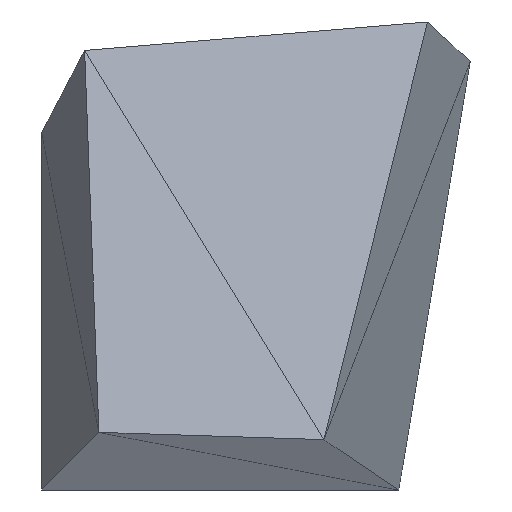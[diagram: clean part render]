
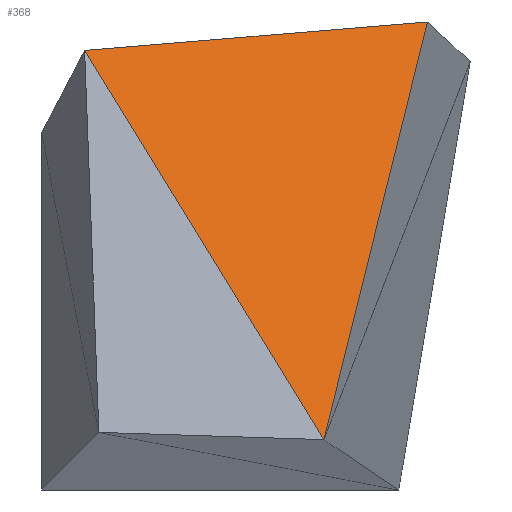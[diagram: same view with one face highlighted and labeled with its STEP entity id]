
A CAD part, top view. The second image highlights one B-rep face of the part: STEP entity #368.
In plain terms, the highlighted free-form (B-spline) face has degree [3, 3] with [4, 4] control points.
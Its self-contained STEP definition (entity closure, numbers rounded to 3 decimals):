
#79 = VERTEX_POINT('',#80);
#80 = CARTESIAN_POINT('',(0.79,0.14,0.68));
#93 = B_SPLINE_SURFACE_WITH_KNOTS('',3,3,(
    (#94,#95,#96,#97)
    ,(#98,#99,#100,#101)
    ,(#102,#103,#104,#105)
    ,(#106,#107,#108,#109
    )),.UNSPECIFIED.,.F.,.F.,.F.,(4,4),(4,4),(-0.929,
    0.514),(-0.214,0.23),
  .PIECEWISE_BEZIER_KNOTS.);
#94 = CARTESIAN_POINT('',(0.813,-0.027,
    0.544));
#95 = CARTESIAN_POINT('',(0.778,0.042,
    0.67));
#96 = CARTESIAN_POINT('',(0.744,0.111,0.796)
  );
#97 = CARTESIAN_POINT('',(0.709,0.18,0.922));
#98 = CARTESIAN_POINT('',(0.948,0.393,0.351)
  );
#99 = CARTESIAN_POINT('',(0.913,0.462,0.477)
  );
#100 = CARTESIAN_POINT('',(0.879,0.531,0.603)
  );
#101 = CARTESIAN_POINT('',(0.844,0.6,0.729)
  );
#102 = CARTESIAN_POINT('',(1.083,0.812,0.158)
  );
#103 = CARTESIAN_POINT('',(1.048,0.881,0.284)
  );
#104 = CARTESIAN_POINT('',(1.013,0.95,0.41)
  );
#105 = CARTESIAN_POINT('',(0.979,1.02,0.536)
  );
#106 = CARTESIAN_POINT('',(1.218,1.232,
    -0.035));
#107 = CARTESIAN_POINT('',(1.183,1.301,
    0.091));
#108 = CARTESIAN_POINT('',(1.148,1.37,0.217)
  );
#109 = CARTESIAN_POINT('',(1.113,1.439,0.343)
  );
#156 = VERTEX_POINT('',#157);
#157 = CARTESIAN_POINT('',(1.08,1.31,0.38));
#193 = EDGE_CURVE('',#156,#79,#194,.T.);
#194 = SURFACE_CURVE('',#195,(#199,#205),.PCURVE_S1.);
#195 = LINE('',#196,#197);
#196 = CARTESIAN_POINT('',(1.08,1.31,0.38));
#197 = VECTOR('',#198,1.);
#198 = DIRECTION('',(-0.233,-0.942,0.242));
#199 = PCURVE('',#93,#200);
#200 = DEFINITIONAL_REPRESENTATION('',(#201),#204);
#201 = B_SPLINE_CURVE_WITH_KNOTS('',1,(#202,#203),.UNSPECIFIED.,.F.,.F.,
  (2,2),(0.,1.242),.PIECEWISE_BEZIER_KNOTS.);
#202 = CARTESIAN_POINT('',(0.377,0.209));
#203 = CARTESIAN_POINT('',(-0.845,-0.014));
#204 = ( GEOMETRIC_REPRESENTATION_CONTEXT(2) 
PARAMETRIC_REPRESENTATION_CONTEXT() REPRESENTATION_CONTEXT('2D SPACE',''
  ) );
#205 = PCURVE('',#206,#223);
#206 = B_SPLINE_SURFACE_WITH_KNOTS('',3,3,(
    (#207,#208,#209,#210)
    ,(#211,#212,#213,#214)
    ,(#215,#216,#217,#218)
    ,(#219,#220,#221,#222
    )),.UNSPECIFIED.,.F.,.F.,.F.,(4,4),(4,4),(-0.851,
    0.478),(-0.518,0.562),
  .PIECEWISE_BEZIER_KNOTS.);
#207 = CARTESIAN_POINT('',(0.349,-0.018,
    0.801));
#208 = CARTESIAN_POINT('',(0.694,0.045,
    0.719));
#209 = CARTESIAN_POINT('',(1.038,0.108,0.637)
  );
#210 = CARTESIAN_POINT('',(1.383,0.171,0.554)
  );
#211 = CARTESIAN_POINT('',(0.255,0.409,0.732)
  );
#212 = CARTESIAN_POINT('',(0.599,0.472,0.65)
  );
#213 = CARTESIAN_POINT('',(0.944,0.535,0.567)
  );
#214 = CARTESIAN_POINT('',(1.288,0.598,0.485)
  );
#215 = CARTESIAN_POINT('',(0.16,0.836,0.663)
  );
#216 = CARTESIAN_POINT('',(0.505,0.899,0.581)
  );
#217 = CARTESIAN_POINT('',(0.849,0.962,0.498)
  );
#218 = CARTESIAN_POINT('',(1.194,1.025,0.416)
  );
#219 = CARTESIAN_POINT('',(0.066,1.264,0.594));
#220 = CARTESIAN_POINT('',(0.41,1.327,0.512)
  );
#221 = CARTESIAN_POINT('',(0.755,1.389,0.429)
  );
#222 = CARTESIAN_POINT('',(1.099,1.452,0.347)
  );
#223 = DEFINITIONAL_REPRESENTATION('',(#224),#227);
#224 = B_SPLINE_CURVE_WITH_KNOTS('',1,(#225,#226),.UNSPECIFIED.,.F.,.F.,
  (2,2),(0.,1.242),.PIECEWISE_BEZIER_KNOTS.);
#225 = CARTESIAN_POINT('',(0.34,0.511));
#226 = CARTESIAN_POINT('',(-0.774,-0.04));
#227 = ( GEOMETRIC_REPRESENTATION_CONTEXT(2) 
PARAMETRIC_REPRESENTATION_CONTEXT() REPRESENTATION_CONTEXT('2D SPACE',''
  ) );
#248 = B_SPLINE_SURFACE_WITH_KNOTS('',3,3,(
    (#249,#250,#251,#252)
    ,(#253,#254,#255,#256)
    ,(#257,#258,#259,#260)
    ,(#261,#262,#263,#264
    )),.UNSPECIFIED.,.F.,.F.,.F.,(4,4),(4,4),(-0.531,
    0.759),(-0.278,0.363),
  .PIECEWISE_BEZIER_KNOTS.);
#249 = CARTESIAN_POINT('',(-0.04,0.982,-0.032));
#250 = CARTESIAN_POINT('',(-0.093,1.044,
    0.165));
#251 = CARTESIAN_POINT('',(-0.145,1.106,0.363
    ));
#252 = CARTESIAN_POINT('',(-0.198,1.168,0.56
    ));
#253 = CARTESIAN_POINT('',(0.372,1.077,
    0.048));
#254 = CARTESIAN_POINT('',(0.319,1.139,0.245)
  );
#255 = CARTESIAN_POINT('',(0.266,1.201,0.443)
  );
#256 = CARTESIAN_POINT('',(0.214,1.263,0.64)
  );
#257 = CARTESIAN_POINT('',(0.784,1.172,0.128)
  );
#258 = CARTESIAN_POINT('',(0.731,1.234,0.325)
  );
#259 = CARTESIAN_POINT('',(0.678,1.296,0.523)
  );
#260 = CARTESIAN_POINT('',(0.626,1.358,0.72)
  );
#261 = CARTESIAN_POINT('',(1.195,1.267,0.208)
  );
#262 = CARTESIAN_POINT('',(1.143,1.329,0.405)
  );
#263 = CARTESIAN_POINT('',(1.09,1.391,0.603)
  );
#264 = CARTESIAN_POINT('',(1.037,1.453,0.8)
  );
#312 = EDGE_CURVE('',#156,#313,#315,.T.);
#313 = VERTEX_POINT('',#314);
#314 = CARTESIAN_POINT('',(0.12,1.23,0.59));
#315 = SURFACE_CURVE('',#316,(#320,#326),.PCURVE_S1.);
#316 = LINE('',#317,#318);
#317 = CARTESIAN_POINT('',(1.08,1.31,0.38));
#318 = VECTOR('',#319,1.);
#319 = DIRECTION('',(-0.974,-0.081,0.213)
  );
#320 = PCURVE('',#248,#321);
#321 = DEFINITIONAL_REPRESENTATION('',(#322),#325);
#322 = B_SPLINE_CURVE_WITH_KNOTS('',1,(#323,#324),.UNSPECIFIED.,.F.,.F.,
  (2,2),(0.,0.986),.PIECEWISE_BEZIER_KNOTS.);
#323 = CARTESIAN_POINT('',(0.69,-0.077));
#324 = CARTESIAN_POINT('',(-0.207,0.33));
#325 = ( GEOMETRIC_REPRESENTATION_CONTEXT(2) 
PARAMETRIC_REPRESENTATION_CONTEXT() REPRESENTATION_CONTEXT('2D SPACE',''
  ) );
#326 = PCURVE('',#206,#327);
#327 = DEFINITIONAL_REPRESENTATION('',(#328),#331);
#328 = B_SPLINE_CURVE_WITH_KNOTS('',1,(#329,#330),.UNSPECIFIED.,.F.,.F.,
  (2,2),(0.,0.986),.PIECEWISE_BEZIER_KNOTS.);
#329 = CARTESIAN_POINT('',(0.34,0.511));
#330 = CARTESIAN_POINT('',(0.434,-0.471));
#331 = ( GEOMETRIC_REPRESENTATION_CONTEXT(2) 
PARAMETRIC_REPRESENTATION_CONTEXT() REPRESENTATION_CONTEXT('2D SPACE',''
  ) );
#368 = ADVANCED_FACE('',(#369),#206,.F.);
#369 = FACE_BOUND('',#370,.T.);
#370 = EDGE_LOOP('',(#371,#372,#373));
#371 = ORIENTED_EDGE('',*,*,#193,.F.);
#372 = ORIENTED_EDGE('',*,*,#312,.T.);
#373 = ORIENTED_EDGE('',*,*,#374,.T.);
#374 = EDGE_CURVE('',#313,#79,#375,.T.);
#375 = SURFACE_CURVE('',#376,(#380,#386),.PCURVE_S1.);
#376 = LINE('',#377,#378);
#377 = CARTESIAN_POINT('',(0.12,1.23,0.59));
#378 = VECTOR('',#379,1.);
#379 = DIRECTION('',(0.522,-0.85,0.07));
#380 = PCURVE('',#206,#381);
#381 = DEFINITIONAL_REPRESENTATION('',(#382),#385);
#382 = B_SPLINE_CURVE_WITH_KNOTS('',1,(#383,#384),.UNSPECIFIED.,.F.,.F.,
  (2,2),(0.,1.283),.PIECEWISE_BEZIER_KNOTS.);
#383 = CARTESIAN_POINT('',(0.434,-0.471));
#384 = CARTESIAN_POINT('',(-0.774,-0.04));
#385 = ( GEOMETRIC_REPRESENTATION_CONTEXT(2) 
PARAMETRIC_REPRESENTATION_CONTEXT() REPRESENTATION_CONTEXT('2D SPACE',''
  ) );
#386 = PCURVE('',#387,#404);
#387 = B_SPLINE_SURFACE_WITH_KNOTS('',3,3,(
    (#388,#389,#390,#391)
    ,(#392,#393,#394,#395)
    ,(#396,#397,#398,#399)
    ,(#400,#401,#402,#403
    )),.UNSPECIFIED.,.F.,.F.,.F.,(4,4),(4,4),(-0.556,
    0.838),(-0.361,0.29),
  .PIECEWISE_BEZIER_KNOTS.);
#388 = CARTESIAN_POINT('',(0.246,-0.126,0.841
    ));
#389 = CARTESIAN_POINT('',(0.442,-0.049,
    0.787));
#390 = CARTESIAN_POINT('',(0.638,0.027,
    0.733));
#391 = CARTESIAN_POINT('',(0.833,0.103,0.679));
#392 = CARTESIAN_POINT('',(0.066,0.3,
    0.79));
#393 = CARTESIAN_POINT('',(0.262,0.376,0.736)
  );
#394 = CARTESIAN_POINT('',(0.458,0.452,0.682)
  );
#395 = CARTESIAN_POINT('',(0.654,0.528,0.628)
  );
#396 = CARTESIAN_POINT('',(-0.113,0.725,0.739)
  );
#397 = CARTESIAN_POINT('',(0.082,0.801,
    0.685));
#398 = CARTESIAN_POINT('',(0.278,0.877,0.631)
  );
#399 = CARTESIAN_POINT('',(0.474,0.954,0.577)
  );
#400 = CARTESIAN_POINT('',(-0.293,1.15,0.688
    ));
#401 = CARTESIAN_POINT('',(-0.097,1.227,
    0.634));
#402 = CARTESIAN_POINT('',(0.098,1.303,
    0.579));
#403 = CARTESIAN_POINT('',(0.294,1.379,0.525)
  );
#404 = DEFINITIONAL_REPRESENTATION('',(#405),#408);
#405 = B_SPLINE_CURVE_WITH_KNOTS('',1,(#406,#407),.UNSPECIFIED.,.F.,.F.,
  (2,2),(0.,1.283),.PIECEWISE_BEZIER_KNOTS.);
#406 = CARTESIAN_POINT('',(0.762,0.064));
#407 = CARTESIAN_POINT('',(-0.505,0.263));
#408 = ( GEOMETRIC_REPRESENTATION_CONTEXT(2) 
PARAMETRIC_REPRESENTATION_CONTEXT() REPRESENTATION_CONTEXT('2D SPACE',''
  ) );
